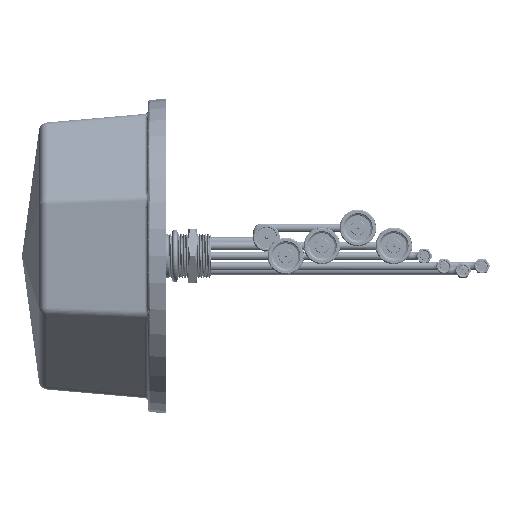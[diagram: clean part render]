
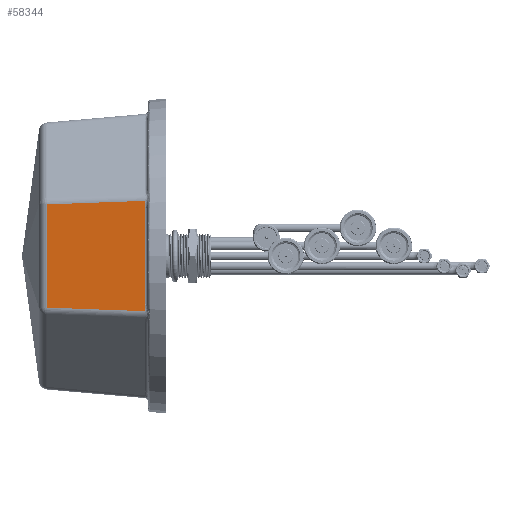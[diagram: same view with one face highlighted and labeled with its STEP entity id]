
A CAD part, left-side view. The second image highlights one B-rep face of the part: STEP entity #58344.
In plain terms, the highlighted planar face has unit normal (-0.996, 0.087, 0).
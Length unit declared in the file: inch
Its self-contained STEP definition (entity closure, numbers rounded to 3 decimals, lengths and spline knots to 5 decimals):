
#186 = B_SPLINE_CURVE_WITH_KNOTS ( 'NONE', 3,
 ( #14865, #12209, #104891, #97392 ),
 .UNSPECIFIED., .F., .F.,
 ( 4, 4 ),
 ( 0., 1. ),
 .UNSPECIFIED. ) ;
#660 = CARTESIAN_POINT ( 'NONE',  ( -3.10942, 0.46192, 1.14737 ) ) ;
#761 = VECTOR ( 'NONE', #83676, 39.37008 ) ;
#944 = ORIENTED_EDGE ( 'NONE', *, *, #90938, .T. ) ;
#2639 = CARTESIAN_POINT ( 'NONE',  ( -3.10974, 0.45831, 1.1838 ) ) ;
#2659 = EDGE_LOOP ( 'NONE', ( #16087, #127791, #944, #32699, #95415, #38457 ) ) ;
#4525 = CARTESIAN_POINT ( 'NONE',  ( -3.10931, 0.46317, -1.13013 ) ) ;
#6009 = CARTESIAN_POINT ( 'NONE',  ( -2.92351, 2.59901, -1.12972 ) ) ;
#9587 = VERTEX_POINT ( 'NONE', #26658 ) ;
#11519 = DIRECTION ( 'NONE',  ( 0.996, -0.087, 0. ) ) ;
#11963 = EDGE_CURVE ( 'NONE', #74563, #82844, #69019, .T. ) ;
#12121 = CARTESIAN_POINT ( 'NONE',  ( -3.1095, 0.46103, 1.15773 ) ) ;
#12183 = FACE_OUTER_BOUND ( 'NONE', #2659, .T. ) ;
#12209 = CARTESIAN_POINT ( 'NONE',  ( -3.04785, 1.1697, 1.18123 ) ) ;
#14698 = CARTESIAN_POINT ( 'NONE',  ( -3.10925, 0.46391, -1.11773 ) ) ;
#14865 = CARTESIAN_POINT ( 'NONE',  ( -3.11002, 0.45504, 1.20698 ) ) ;
#16022 = CARTESIAN_POINT ( 'NONE',  ( -3.10919, 0.46461, -1.10311 ) ) ;
#16087 = ORIENTED_EDGE ( 'NONE', *, *, #97111, .T. ) ;
#22943 = CARTESIAN_POINT ( 'NONE',  ( -3.10939, 0.46234, 1.1421 ) ) ;
#24847 = CARTESIAN_POINT ( 'NONE',  ( -3.10913, 0.4653, -1.08323 ) ) ;
#25298 = DIRECTION ( 'NONE',  ( 0., 0., 1. ) ) ;
#26658 = CARTESIAN_POINT ( 'NONE',  ( -2.92351, 2.59901, 1.12972 ) ) ;
#30453 = AXIS2_PLACEMENT_3D ( 'NONE', #105521, #11519, #104865 ) ;
#31595 = CARTESIAN_POINT ( 'NONE',  ( -2.92351, 2.59901, -1.12972 ) ) ;
#32699 = ORIENTED_EDGE ( 'NONE', *, *, #83724, .F. ) ;
#33675 = CARTESIAN_POINT ( 'NONE',  ( -3.1093, 0.46329, -1.12834 ) ) ;
#35656 = CARTESIAN_POINT ( 'NONE',  ( -3.11002, 0.45504, -1.20698 ) ) ;
#38457 = ORIENTED_EDGE ( 'NONE', *, *, #11963, .F. ) ;
#41904 = CARTESIAN_POINT ( 'NONE',  ( -3.10931, 0.46321, 1.12958 ) ) ;
#43899 = CARTESIAN_POINT ( 'NONE',  ( -3.10931, 0.46319, 1.1299 ) ) ;
#45783 = CARTESIAN_POINT ( 'NONE',  ( -3.10931, 0.46317, -1.13019 ) ) ;
#47104 = CARTESIAN_POINT ( 'NONE',  ( -3.10927, 0.46369, -1.12179 ) ) ;
#52073 = PLANE ( 'NONE',  #30453 ) ;
#55954 = CARTESIAN_POINT ( 'NONE',  ( -3.10931, 0.46322, -1.12939 ) ) ;
#57283 = CARTESIAN_POINT ( 'NONE',  ( -3.10929, 0.46342, -1.12621 ) ) ;
#58344 = ADVANCED_FACE ( 'NONE', ( #12183 ), #52073, .F. ) ;
#60934 = LINE ( 'NONE', #84535, #71335 ) ;
#62182 = CARTESIAN_POINT ( 'NONE',  ( -3.10955, 0.46039, 1.16441 ) ) ;
#64206 = CARTESIAN_POINT ( 'NONE',  ( -3.10933, 0.46301, 1.13264 ) ) ;
#65927 = CARTESIAN_POINT ( 'NONE',  ( -2.92351, 2.59901, -1.12972 ) ) ;
#65968 = VERTEX_POINT ( 'NONE', #6009 ) ;
#66127 = CARTESIAN_POINT ( 'NONE',  ( -3.10921, 0.46434, -1.10925 ) ) ;
#69019 = B_SPLINE_CURVE_WITH_KNOTS ( 'NONE', 3,
 ( #74361, #83819, #2639, #62182, #12121, #660, #22943, #72362, #64206, #125101, #113609, #43899, #41904, #94635, #126458, #71692 ),
 .UNSPECIFIED., .F., .F.,
 ( 4, 2, 2, 1, 1, 1, 1, 2, 2, 4 ),
 ( 0., 0.25, 0.375, 0.4375, 0.46875, 0.48438, 0.49219, 0.49609, 0.5, 1. ),
 .UNSPECIFIED. ) ;
#71335 = VECTOR ( 'NONE', #133312, 39.37008 ) ;
#71692 = CARTESIAN_POINT ( 'NONE',  ( -3.1091, 0.46562, 1.05094 ) ) ;
#72362 = CARTESIAN_POINT ( 'NONE',  ( -3.10935, 0.46279, 1.13582 ) ) ;
#72875 = LINE ( 'NONE', #31595, #761 ) ;
#74361 = CARTESIAN_POINT ( 'NONE',  ( -3.11002, 0.45504, 1.20698 ) ) ;
#74563 = VERTEX_POINT ( 'NONE', #103670 ) ;
#82844 = VERTEX_POINT ( 'NONE', #121510 ) ;
#83676 = DIRECTION ( 'NONE',  ( -0.087, -0.996, -0.036 ) ) ;
#83724 = EDGE_CURVE ( 'NONE', #100024, #89786, #125567, .T. ) ;
#83819 = CARTESIAN_POINT ( 'NONE',  ( -3.10987, 0.45674, 1.19584 ) ) ;
#84535 = CARTESIAN_POINT ( 'NONE',  ( -3.1091, 0.46562, 1.05094 ) ) ;
#87048 = CARTESIAN_POINT ( 'NONE',  ( -3.10973, 0.4584, -1.18496 ) ) ;
#89786 = VERTEX_POINT ( 'NONE', #117442 ) ;
#90938 = EDGE_CURVE ( 'NONE', #65968, #89786, #72875, .T. ) ;
#94635 = CARTESIAN_POINT ( 'NONE',  ( -3.1092, 0.46441, 1.11084 ) ) ;
#95415 = ORIENTED_EDGE ( 'NONE', *, *, #123742, .F. ) ;
#95666 = EDGE_CURVE ( 'NONE', #65968, #9587, #118003, .T. ) ;
#97111 = EDGE_CURVE ( 'NONE', #74563, #9587, #186, .T. ) ;
#97216 = CARTESIAN_POINT ( 'NONE',  ( -3.10931, 0.46319, -1.12983 ) ) ;
#97392 = CARTESIAN_POINT ( 'NONE',  ( -2.92351, 2.59901, 1.12972 ) ) ;
#97887 = CARTESIAN_POINT ( 'NONE',  ( -3.1091, 0.46562, -1.05094 ) ) ;
#98564 = CARTESIAN_POINT ( 'NONE',  ( -3.10948, 0.46127, -1.15942 ) ) ;
#100024 = VERTEX_POINT ( 'NONE', #127886 ) ;
#103670 = CARTESIAN_POINT ( 'NONE',  ( -3.11002, 0.45504, 1.20698 ) ) ;
#104865 = DIRECTION ( 'NONE',  ( 0., 0., -1. ) ) ;
#104891 = CARTESIAN_POINT ( 'NONE',  ( -2.98568, 1.88435, 1.15548 ) ) ;
#105521 = CARTESIAN_POINT ( 'NONE',  ( -3.14961, 0., 1.5748 ) ) ;
#108706 = CARTESIAN_POINT ( 'NONE',  ( -3.1091, 0.46562, -1.06804 ) ) ;
#110939 = VECTOR ( 'NONE', #25298, 39.37008 ) ;
#113609 = CARTESIAN_POINT ( 'NONE',  ( -3.10931, 0.46316, 1.13036 ) ) ;
#117442 = CARTESIAN_POINT ( 'NONE',  ( -3.11002, 0.45504, -1.20698 ) ) ;
#118003 = LINE ( 'NONE', #65927, #110939 ) ;
#121510 = CARTESIAN_POINT ( 'NONE',  ( -3.1091, 0.46562, 1.05094 ) ) ;
#123742 = EDGE_CURVE ( 'NONE', #82844, #100024, #60934, .T. ) ;
#125101 = CARTESIAN_POINT ( 'NONE',  ( -3.10932, 0.46311, 1.13104 ) ) ;
#125567 = B_SPLINE_CURVE_WITH_KNOTS ( 'NONE', 3,
 ( #97887, #108706, #24847, #16022, #66127, #14698, #47104, #57283, #33675, #55954, #97216, #4525, #45783, #98564, #87048, #35656 ),
 .UNSPECIFIED., .F., .F.,
 ( 4, 2, 2, 1, 1, 1, 1, 2, 2, 4 ),
 ( 0., 0.25, 0.375, 0.4375, 0.46875, 0.48438, 0.49219, 0.49609, 0.5, 1. ),
 .UNSPECIFIED. ) ;
#126458 = CARTESIAN_POINT ( 'NONE',  ( -3.1091, 0.46562, 1.08465 ) ) ;
#127791 = ORIENTED_EDGE ( 'NONE', *, *, #95666, .F. ) ;
#127886 = CARTESIAN_POINT ( 'NONE',  ( -3.1091, 0.46562, -1.05094 ) ) ;
#133312 = DIRECTION ( 'NONE',  ( 0., 0., -1. ) ) ;
